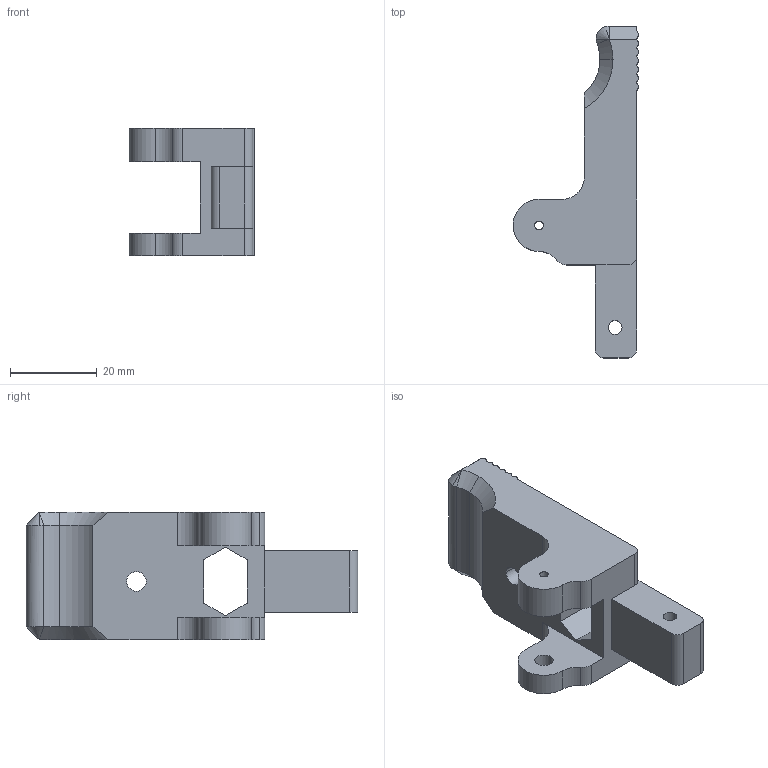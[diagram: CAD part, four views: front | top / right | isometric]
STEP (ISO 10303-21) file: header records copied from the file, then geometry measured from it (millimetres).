
FILE_DESCRIPTION (( 'STEP AP203' ), '1' );
FILE_NAME ('Extruder lever.STEP', '2021-07-11T13:01:52', ( '' ), ( '' ), 'SwSTEP 2.0', 'SolidWorks 2020', '' );
FILE_SCHEMA (( 'CONFIG_CONTROL_DESIGN' ));
Length unit declared in the file: millimetre
Products named in the file (1): Extruder lever
Bounding box: 29 x 76.4 x 29.44 mm (x, y, z)
Volume: 21418.7 mm3; surface area: 7975.4 mm2
Topology: 1 solids, 1 shells, 150 faces, 406 edges, 264 vertices
Faces by surface type: plane 62, cylinder 55, bspline 23, cone 10
Entity records: 5854 total; most frequent: CARTESIAN_POINT 2079, ORIENTED_EDGE 806, DIRECTION 713, EDGE_CURVE 403, VERTEX_POINT 264, AXIS2_PLACEMENT_3D 238, VECTOR 237, LINE 237
